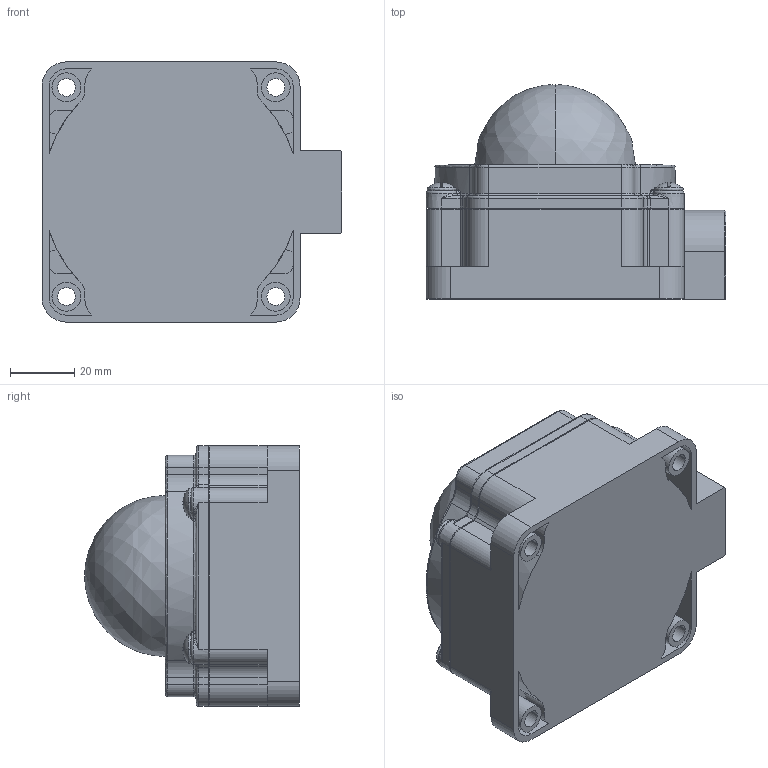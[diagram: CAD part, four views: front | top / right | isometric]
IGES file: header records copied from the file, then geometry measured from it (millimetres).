
Start section:  PTC IGES file: 144880.igs
Global section: file name: 144880.igs; native system: Pro/ENGINEER by Parametric Technology Corporation; preprocessor: 2006170; author: banengservice; organization: Unknown; date: 20090326.111851; units: inch
Bounding box: 93.14 x 66.65 x 80.85 mm (x, y, z)
Volume: 89409.7 mm3; surface area: 69223.9 mm2
Topology: 1 solids, 2 shells, 862 faces, 2222 edges, 1420 vertices
Faces by surface type: bspline 476, revolution 386
